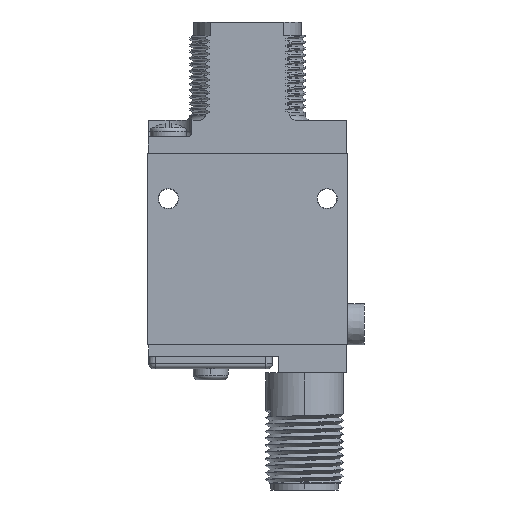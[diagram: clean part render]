
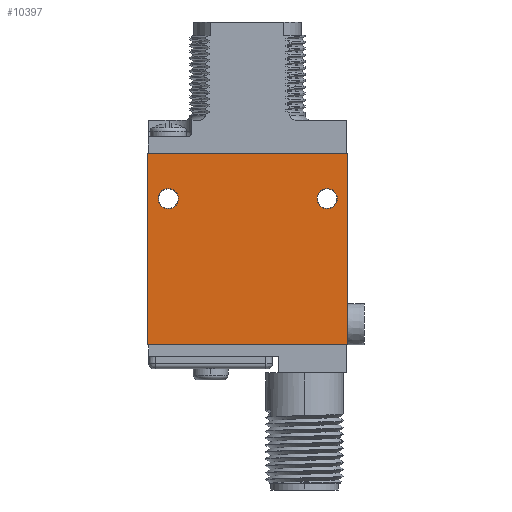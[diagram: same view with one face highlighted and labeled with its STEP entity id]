
A CAD part, left-side view. The second image highlights one B-rep face of the part: STEP entity #10397.
In plain terms, the highlighted planar face has unit normal (-1, 0, 0).
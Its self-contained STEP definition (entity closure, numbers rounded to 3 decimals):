
#1=DIRECTION('',(0.,-1.,0.));
#2=VECTOR('',#1,0.127);
#3=CARTESIAN_POINT('',(-6.02,0.127,0.));
#4=LINE('',#3,#2);
#5=DIRECTION('',(0.,0.,-1.));
#6=VECTOR('',#5,29.464);
#7=CARTESIAN_POINT('',(-6.02,0.,0.));
#8=LINE('',#7,#6);
#9=DIRECTION('',(0.,1.,0.));
#10=VECTOR('',#9,30.785);
#11=CARTESIAN_POINT('',(-6.02,0.,-29.464));
#12=LINE('',#11,#10);
#13=DIRECTION('',(0.,0.,1.));
#14=VECTOR('',#13,29.464);
#15=CARTESIAN_POINT('',(-6.02,30.785,-29.464));
#16=LINE('',#15,#14);
#17=DIRECTION('',(0.,-1.,0.));
#18=VECTOR('',#17,0.076);
#19=CARTESIAN_POINT('',(-6.02,30.785,0.));
#20=LINE('',#19,#18);
#21=DIRECTION('',(0.,1.,0.));
#22=VECTOR('',#21,30.582);
#23=CARTESIAN_POINT('',(-6.02,0.127,0.));
#24=LINE('',#23,#22);
#25=CARTESIAN_POINT('',(-6.02,27.61,-6.985));
#26=DIRECTION('',(1.,0.,0.));
#27=DIRECTION('',(0.,0.,-1.));
#28=AXIS2_PLACEMENT_3D('',#25,#26,#27);
#30=CARTESIAN_POINT('',(-6.02,27.61,-6.985));
#31=DIRECTION('',(1.,0.,0.));
#32=DIRECTION('',(0.,0.,1.));
#33=AXIS2_PLACEMENT_3D('',#30,#31,#32);
#35=CARTESIAN_POINT('',(-6.02,3.175,-6.985));
#36=DIRECTION('',(1.,0.,0.));
#37=DIRECTION('',(0.,0.,-1.));
#38=AXIS2_PLACEMENT_3D('',#35,#36,#37);
#40=CARTESIAN_POINT('',(-6.02,3.175,-6.985));
#41=DIRECTION('',(1.,0.,0.));
#42=DIRECTION('',(0.,0.,1.));
#43=AXIS2_PLACEMENT_3D('',#40,#41,#42);
#9441=CARTESIAN_POINT('',(-6.02,0.,0.));
#9442=CARTESIAN_POINT('',(-6.02,0.,-29.464));
#9443=VERTEX_POINT('',#9441);
#9444=VERTEX_POINT('',#9442);
#9445=CARTESIAN_POINT('',(-6.02,30.785,-29.464));
#9446=VERTEX_POINT('',#9445);
#9447=CARTESIAN_POINT('',(-6.02,30.785,0.));
#9448=VERTEX_POINT('',#9447);
#9457=CARTESIAN_POINT('',(-6.02,27.61,-8.535));
#9458=CARTESIAN_POINT('',(-6.02,27.61,-5.435));
#9459=VERTEX_POINT('',#9457);
#9460=VERTEX_POINT('',#9458);
#9461=CARTESIAN_POINT('',(-6.02,3.175,-8.535));
#9462=CARTESIAN_POINT('',(-6.02,3.175,-5.435));
#9463=VERTEX_POINT('',#9461);
#9464=VERTEX_POINT('',#9462);
#9918=CARTESIAN_POINT('',(-6.02,0.127,0.));
#9919=CARTESIAN_POINT('',(-6.02,30.709,0.));
#9920=VERTEX_POINT('',#9918);
#9921=VERTEX_POINT('',#9919);
#10366=CARTESIAN_POINT('',(-6.02,0.,0.));
#10367=DIRECTION('',(1.,0.,0.));
#10368=DIRECTION('',(0.,0.,-1.));
#10369=AXIS2_PLACEMENT_3D('',#10366,#10367,#10368);
#10370=PLANE('',#10369);
#10372=ORIENTED_EDGE('',*,*,#10371,.T.);
#10374=ORIENTED_EDGE('',*,*,#10373,.T.);
#10376=ORIENTED_EDGE('',*,*,#10375,.T.);
#10378=ORIENTED_EDGE('',*,*,#10377,.T.);
#10380=ORIENTED_EDGE('',*,*,#10379,.T.);
#10382=ORIENTED_EDGE('',*,*,#10381,.F.);
#10383=EDGE_LOOP('',(#10372,#10374,#10376,#10378,#10380,#10382));
#10384=FACE_OUTER_BOUND('',#10383,.F.);
#10386=ORIENTED_EDGE('',*,*,#10385,.F.);
#10388=ORIENTED_EDGE('',*,*,#10387,.F.);
#10389=EDGE_LOOP('',(#10386,#10388));
#10390=FACE_BOUND('',#10389,.F.);
#10392=ORIENTED_EDGE('',*,*,#10391,.F.);
#10394=ORIENTED_EDGE('',*,*,#10393,.F.);
#10395=EDGE_LOOP('',(#10392,#10394));
#10396=FACE_BOUND('',#10395,.F.);
#10397=ADVANCED_FACE('',(#10384,#10390,#10396),#10370,.F.);
#29=CIRCLE('',#28,1.55);
#34=CIRCLE('',#33,1.55);
#39=CIRCLE('',#38,1.55);
#44=CIRCLE('',#43,1.55);
#10371=EDGE_CURVE('',#9920,#9443,#4,.T.);
#10373=EDGE_CURVE('',#9443,#9444,#8,.T.);
#10375=EDGE_CURVE('',#9444,#9446,#12,.T.);
#10377=EDGE_CURVE('',#9446,#9448,#16,.T.);
#10379=EDGE_CURVE('',#9448,#9921,#20,.T.);
#10381=EDGE_CURVE('',#9920,#9921,#24,.T.);
#10385=EDGE_CURVE('',#9459,#9460,#29,.T.);
#10387=EDGE_CURVE('',#9460,#9459,#34,.T.);
#10391=EDGE_CURVE('',#9463,#9464,#39,.T.);
#10393=EDGE_CURVE('',#9464,#9463,#44,.T.);
